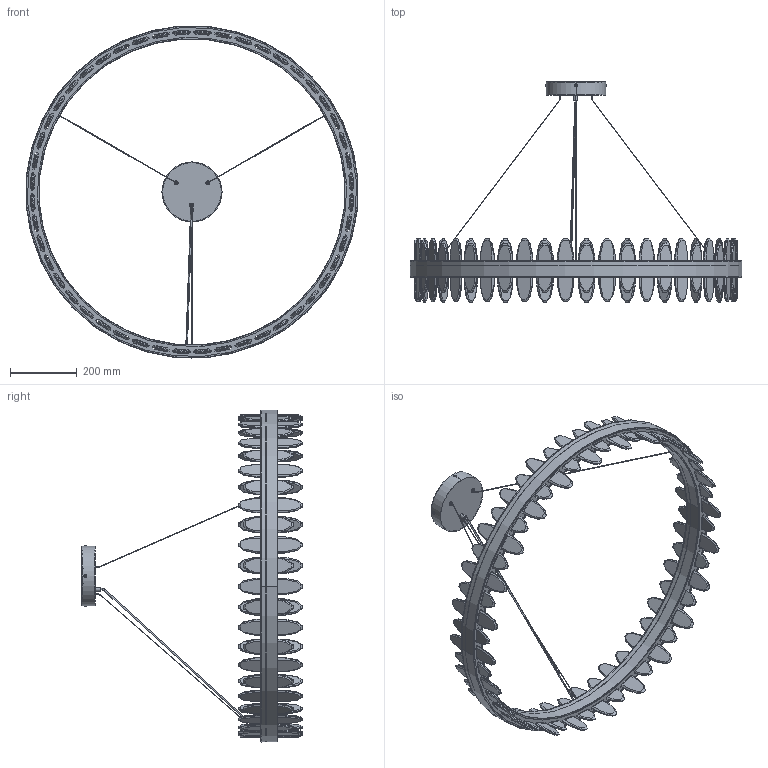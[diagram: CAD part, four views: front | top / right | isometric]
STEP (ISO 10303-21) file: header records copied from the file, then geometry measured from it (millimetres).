
FILE_DESCRIPTION (( 'STEP AP203' ), '1' );
FILE_NAME ('IX 1000 P._exported.step', '2025-02-09T08:07:51', ( '' ), ( '' ), 'SwSTEP 2.0', 'SolidWorks 2023', '' );
FILE_SCHEMA (( 'CONFIG_CONTROL_DESIGN' ));
Length unit declared in the file: millimetre
Products named in the file (1): IX 1000 P._exported
Bounding box: 997.86 x 661.5 x 998 mm (x, y, z)
Surface area: 1888306.8 mm2 (no closed solid volume)
Topology: 0 solids, 237 shells, 2634 faces, 10499 edges, 8068 vertices
Faces by surface type: plane 2493, cylinder 81, sphere 24, torus 19, cone 17
Entity records: 109716 total; most frequent: CARTESIAN_POINT 21803, DIRECTION 17375, ORIENTED_EDGE 15860, EDGE_CURVE 10499, LINE 8795, VECTOR 8795, VERTEX_POINT 8068, AXIS2_PLACEMENT_3D 4290
